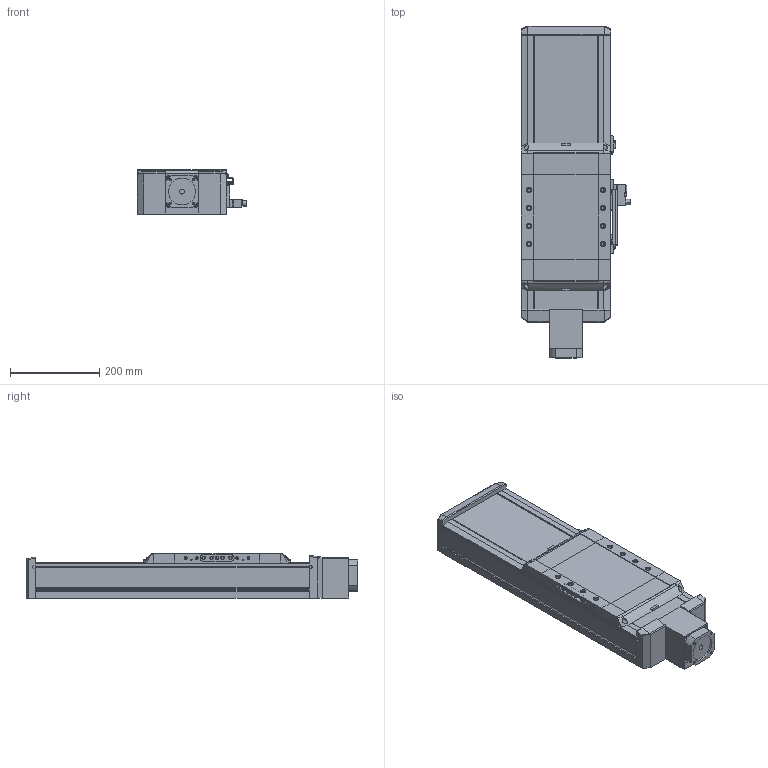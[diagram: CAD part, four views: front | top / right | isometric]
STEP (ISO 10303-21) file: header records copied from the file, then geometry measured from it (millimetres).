
FILE_DESCRIPTION(('CATIA V5 STEP Exchange'),'2;1');
FILE_NAME('ITLM_200_200_T24_2_SN03A1_1354214_TUENKERS.stp','2020-09-15T06:03:13+00:00',('none'),('none'),'CATIA Version 5 Release 19 SP 9 (IN-10)','CATIA V5 STEP AP203','none');
FILE_SCHEMA(('CONFIG_CONTROL_DESIGN'));
Products named in the file (1): ITLM_200_200_T24_2_SN03A1_1354214_TUENKERS
Bounding box: 245 x 742 x 100 mm (x, y, z)
Volume: 11705170.5 mm3; surface area: 747630.7 mm2
Topology: 5 solids, 21 shells, 1700 faces, 4554 edges, 2974 vertices
Faces by surface type: plane 835, cylinder 584, cone 169, torus 52, sphere 36, bspline 24
Entity records: 58384 total; most frequent: CARTESIAN_POINT 18111, ORIENTED_EDGE 8864, DIRECTION 6936, EDGE_CURVE 4432, VERTEX_POINT 2974, AXIS2_PLACEMENT_3D 2884, VECTOR 2413, LINE 2413
